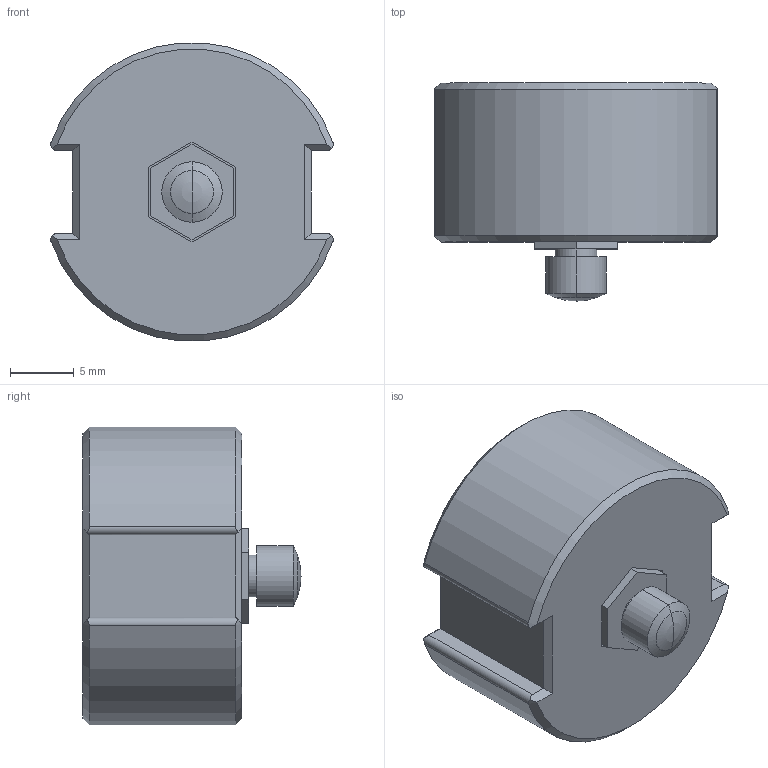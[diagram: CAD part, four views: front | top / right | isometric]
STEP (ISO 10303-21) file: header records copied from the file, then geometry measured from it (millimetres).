
FILE_DESCRIPTION((''),'2;1');
FILE_NAME('0000007997_ASM','2021-03-09T',('marketing.praksa'),('Audax d.o.o.'),'CREO PARAMETRIC BY PTC INC, 2017480','CREO PARAMETRIC BY PTC INC, 2017480','');
FILE_SCHEMA(('AUTOMOTIVE_DESIGN { 1 0 10303 214 1 1 1 1 }'));
Length unit declared in the file: millimetre
Products named in the file (3): 0000008033; 0000029385_AF2; 0000007997_ASM
Assembly tree (2 placements, depth 2):
  0000007997_ASM
    0000008033
    0000029385_AF2
Bounding box: 22.21 x 17.15 x 23.42 mm (x, y, z)
Volume: 4767.5 mm3; surface area: 2572.6 mm2
Topology: 2 solids, 4 shells, 85 faces, 214 edges, 141 vertices
Faces by surface type: plane 43, cylinder 30, cone 8, torus 2, sphere 2
Entity records: 4170 total; most frequent: CARTESIAN_POINT 832, DIRECTION 438, ORIENTED_EDGE 410, EDGE_CURVE 212, PRESENTATION_STYLE_ASSIGNMENT 206, STYLED_ITEM 206, CURVE_STYLE 202, AXIS2_PLACEMENT_3D 162
